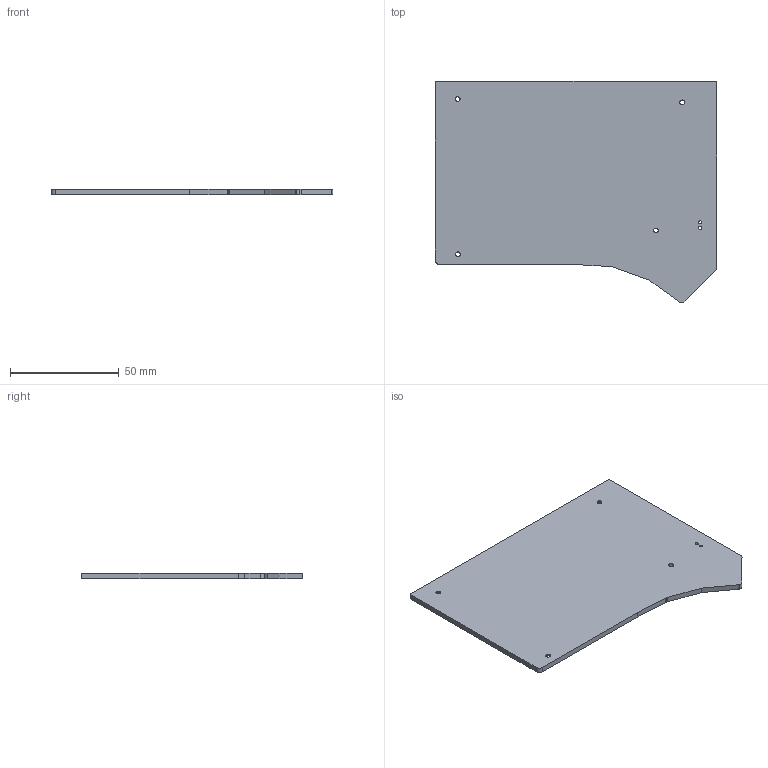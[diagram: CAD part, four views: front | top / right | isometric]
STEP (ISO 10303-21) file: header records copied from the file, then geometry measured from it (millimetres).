
FILE_DESCRIPTION(('HOOPS Exchange Step'),'2;1');
FILE_NAME('temp_export','2024-10-04T18:07:03+02:00',('anaumann'),('Shapr3D Limited'),'HOOPS Exchange 2024.2','Shapr3D','Authorized');
FILE_SCHEMA( ('AP242_MANAGED_MODEL_BASED_3D_ENGINEERING_MIM_LF {1 0 10303 442 1 1 4 }') );
Length unit declared in the file: millimetre
Products named in the file (1): Bottom Plate Left
Bounding box: 129.55 x 102.03 x 2.5 mm (x, y, z)
Volume: 27509.5 mm3; surface area: 24081.1 mm2
Topology: 1 solids, 1 shells, 45 faces, 117 edges, 82 vertices
Faces by surface type: plane 26, cylinder 19
Full cylindrical faces by diameter (mm): 1.524 x2, 2.2 x4, 4.2 x4, 16.1 x4
Entity records: 1477 total; most frequent: DIRECTION 261, CARTESIAN_POINT 246, ORIENTED_EDGE 234, EDGE_CURVE 117, AXIS2_PLACEMENT_3D 97, VERTEX_POINT 82, VECTOR 67, LINE 67
